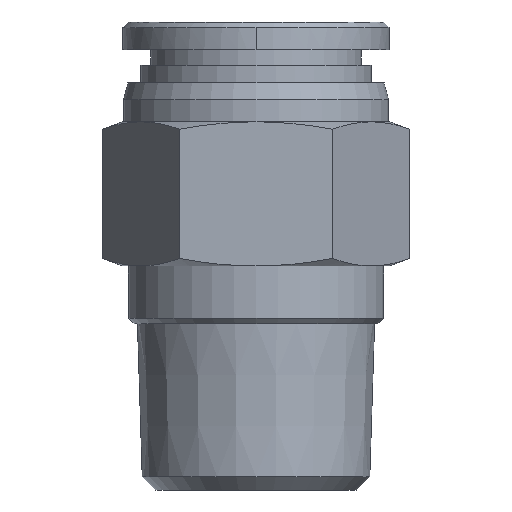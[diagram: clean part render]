
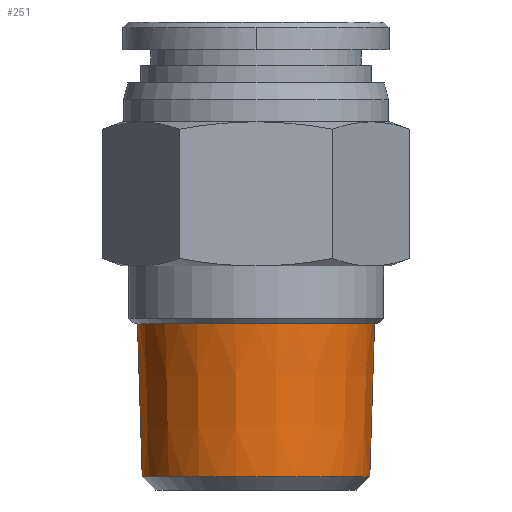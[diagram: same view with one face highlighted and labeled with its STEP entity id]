
A CAD part, left-side view. The second image highlights one B-rep face of the part: STEP entity #251.
In plain terms, the highlighted conical face has half-angle 1.791 degrees and reference radius 10.457 mm.
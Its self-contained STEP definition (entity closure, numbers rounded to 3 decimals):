
#210=CARTESIAN_POINT('',(7.,0.0,-20.95));
#211=DIRECTION('',(0.0,0.0,1.0));
#212=DIRECTION('',(-1.0,0.0,0.0));
#213=AXIS2_PLACEMENT_3D('',#210,#211,#212);
#214=CONICAL_SURFACE('',#213,10.457,1.791);
#215=CARTESIAN_POINT('',(-3.26,0.,-27.251));
#216=VERTEX_POINT('',#215);
#217=CARTESIAN_POINT('',(-3.691,0.0,-13.45));
#218=VERTEX_POINT('',#217);
#219=CARTESIAN_POINT('',(-3.26,0.,-27.251));
#220=DIRECTION('',(-0.031,0.,1.));
#221=VECTOR('',#220,13.807);
#222=LINE('',#219,#221);
#223=EDGE_CURVE('',#216,#218,#222,.T.);
#224=ORIENTED_EDGE('',*,*,#223,.F.);
#225=CARTESIAN_POINT('',(17.26,0.,-27.251));
#226=VERTEX_POINT('',#225);
#227=CARTESIAN_POINT('',(7.,0.,-27.251));
#228=DIRECTION('',(0.0,0.0,-1.0));
#229=DIRECTION('',(1.0,0.0,0.0));
#230=AXIS2_PLACEMENT_3D('',#227,#228,#229);
#231=CIRCLE('',#230,10.26);
#232=EDGE_CURVE('',#226,#216,#231,.T.);
#233=ORIENTED_EDGE('',*,*,#232,.F.);
#234=CARTESIAN_POINT('',(17.692,0.,-13.45));
#235=VERTEX_POINT('',#234);
#236=CARTESIAN_POINT('',(17.692,0.,-13.45));
#237=DIRECTION('',(-0.031,0.,-1.));
#238=VECTOR('',#237,13.807);
#239=LINE('',#236,#238);
#240=EDGE_CURVE('',#235,#226,#239,.T.);
#241=ORIENTED_EDGE('',*,*,#240,.F.);
#242=CARTESIAN_POINT('',(7.,0.0,-13.45));
#243=DIRECTION('',(0.0,0.0,1.0));
#244=DIRECTION('',(-1.0,0.0,0.0));
#245=AXIS2_PLACEMENT_3D('',#242,#243,#244);
#246=CIRCLE('',#245,10.692);
#247=EDGE_CURVE('',#218,#235,#246,.T.);
#248=ORIENTED_EDGE('',*,*,#247,.F.);
#249=EDGE_LOOP('',(#224,#233,#241,#248));
#250=FACE_OUTER_BOUND('',#249,.T.);
#251=ADVANCED_FACE('',(#250),#214,.T.);
